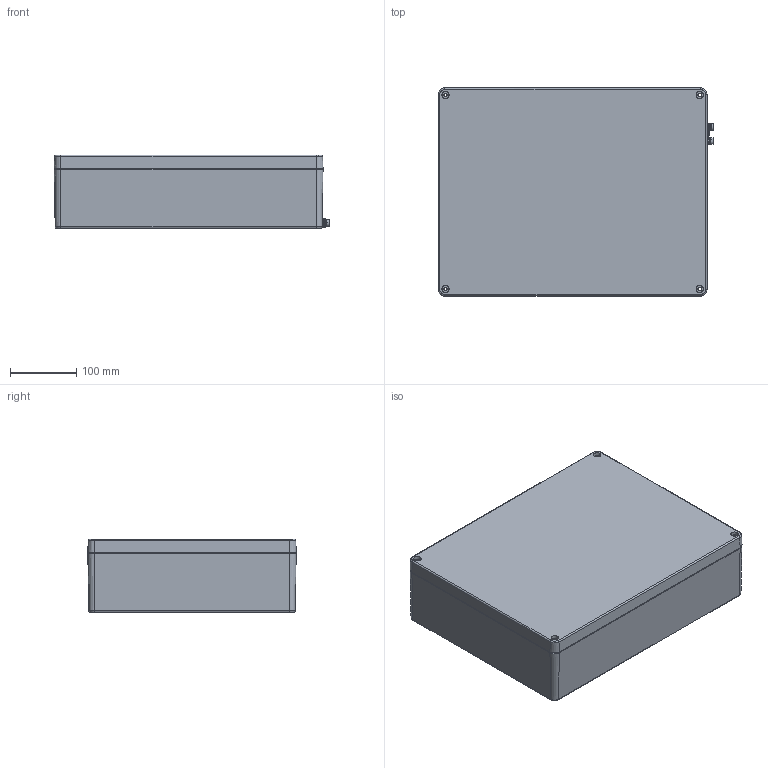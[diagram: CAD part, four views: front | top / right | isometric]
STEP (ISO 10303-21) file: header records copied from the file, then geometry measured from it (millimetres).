
FILE_DESCRIPTION(('FreeCAD Model'),'2;1');
FILE_NAME('GBAEX400310110.step', '2026-03-27T11:58:14',('Author'),(''), 'Open CASCADE STEP processor 7.3','FreeCAD','Unknown');
FILE_SCHEMA(('AUTOMOTIVE_DESIGN { 1 0 10303 214 1 1 1 1 }'));
Length unit declared in the file: millimetre
Products named in the file (4): GBAEX400310110; ALU_BASE_400310110; ALU_LID_400310110; M6_DOUBLE_EARTHING
Assembly tree (3 placements, depth 2):
  GBAEX400310110
    ALU_BASE_400310110
    ALU_LID_400310110
    M6_DOUBLE_EARTHING
Bounding box: 414.86 x 313.61 x 111 mm (x, y, z)
Volume: 2098396.7 mm3; surface area: 833868.1 mm2
Topology: 9 solids, 9 shells, 1176 faces, 3397 edges, 3724 vertices
Faces by surface type: plane 491, bspline 229, cylinder 220, cone 185, torus 50, revolution 1
Entity records: 55644 total; most frequent: CARTESIAN_POINT 24894, ORIENTED_EDGE 5854, DIRECTION 5609, EDGE_CURVE 2927, LINE 1958, VECTOR 1958, VERTEX_POINT 1884, AXIS2_PLACEMENT_3D 1825
